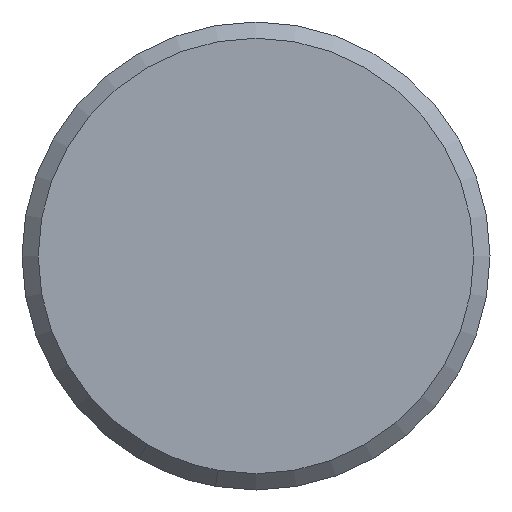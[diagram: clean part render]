
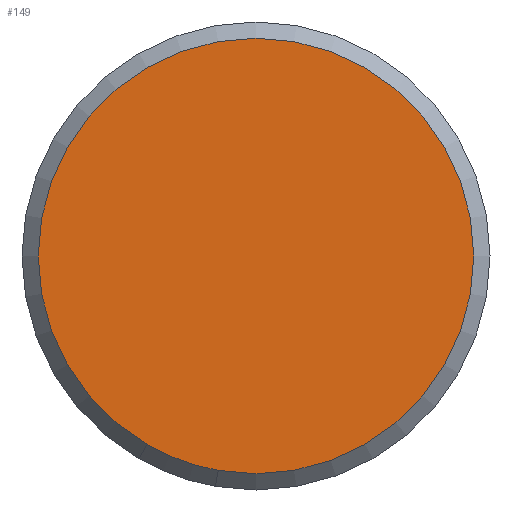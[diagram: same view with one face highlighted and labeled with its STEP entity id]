
A CAD part, front view. The second image highlights one B-rep face of the part: STEP entity #149.
In plain terms, the highlighted planar face has unit normal (0, -1, 0).
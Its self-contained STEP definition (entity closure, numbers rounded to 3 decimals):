
#15=CARTESIAN_POINT('',(0.,-20.,0.));
#16=DIRECTION('',(0.,1.,0.));
#17=DIRECTION('',(-0.174,0.,-0.985));
#18=AXIS2_PLACEMENT_3D('',#15,#16,#17);
#24=CARTESIAN_POINT('',(0.,-20.,0.));
#25=DIRECTION('',(0.,1.,0.));
#26=DIRECTION('',(-0.5,0.,-0.866));
#27=AXIS2_PLACEMENT_3D('',#24,#25,#26);
#134=CARTESIAN_POINT('',(-4.649,-20.,-26.368));
#135=CARTESIAN_POINT('',(-13.388,-20.,-23.188));
#136=VERTEX_POINT('',#134);
#137=VERTEX_POINT('',#135);
#138=CARTESIAN_POINT('',(0.,-20.,0.));
#139=DIRECTION('',(0.,1.,0.));
#140=DIRECTION('',(1.,0.,0.));
#141=AXIS2_PLACEMENT_3D('',#138,#139,#140);
#142=PLANE('',#141);
#144=ORIENTED_EDGE('',*,*,#143,.T.);
#146=ORIENTED_EDGE('',*,*,#145,.T.);
#147=EDGE_LOOP('',(#144,#146));
#148=FACE_OUTER_BOUND('',#147,.F.);
#19=CIRCLE('',#18,26.775);
#28=CIRCLE('',#27,26.775);
#143=EDGE_CURVE('',#136,#137,#19,.T.);
#145=EDGE_CURVE('',#137,#136,#28,.T.);
#149=ADVANCED_FACE('',(#148),#142,.F.);
